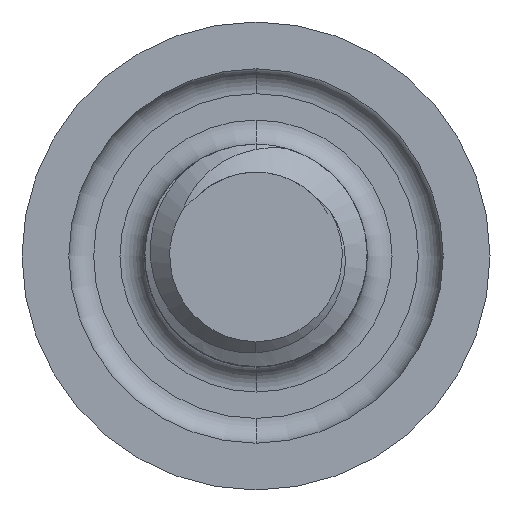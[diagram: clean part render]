
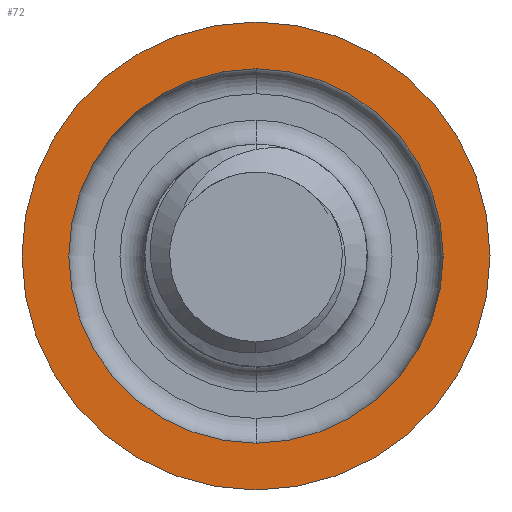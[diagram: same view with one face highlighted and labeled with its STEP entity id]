
A CAD part, top view. The second image highlights one B-rep face of the part: STEP entity #72.
In plain terms, the highlighted planar face has unit normal (0, 0, 1).
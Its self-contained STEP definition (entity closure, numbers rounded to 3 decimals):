
#72=ADVANCED_FACE('',(#166,#167),#168,.T.);
#166=FACE_OUTER_BOUND('',#302,.T.);
#167=FACE_BOUND('',#303,.T.);
#168=PLANE('',#304);
#302=EDGE_LOOP('',(#1856,#1857));
#303=EDGE_LOOP('',(#1858,#1859));
#304=AXIS2_PLACEMENT_3D('',#1860,#1861,#1862);
#1856=ORIENTED_EDGE('',*,*,#2277,.T.);
#1857=ORIENTED_EDGE('',*,*,#2273,.F.);
#1858=ORIENTED_EDGE('',*,*,#2278,.T.);
#1859=ORIENTED_EDGE('',*,*,#2279,.F.);
#1860=CARTESIAN_POINT('',(0.0,0.0,-5.969));
#1861=DIRECTION('',(0.0,0.0,1.0));
#1862=DIRECTION('',(1.0,0.0,0.0));
#2273=EDGE_CURVE('',#2522,#2524,#2525,.T.);
#2277=EDGE_CURVE('',#2522,#2524,#2529,.T.);
#2278=EDGE_CURVE('',#2530,#2531,#2532,.T.);
#2279=EDGE_CURVE('',#2530,#2531,#2533,.T.);
#2522=VERTEX_POINT('',#2982);
#2524=VERTEX_POINT('',#2985);
#2525=CIRCLE('',#2986,3.588);
#2529=CIRCLE('',#3001,3.588);
#2530=VERTEX_POINT('',#3002);
#2531=VERTEX_POINT('',#3003);
#2532=CIRCLE('',#3004,2.87);
#2533=CIRCLE('',#3005,2.87);
#2982=CARTESIAN_POINT('',(0.0,3.588,-5.969));
#2985=CARTESIAN_POINT('',(0.0,-3.588,-5.969));
#2986=AXIS2_PLACEMENT_3D('',#4415,#4416,#4417);
#3001=AXIS2_PLACEMENT_3D('',#4419,#4420,#4421);
#3002=CARTESIAN_POINT('',(0.0,2.87,-5.969));
#3003=CARTESIAN_POINT('',(0.0,-2.87,-5.969));
#3004=AXIS2_PLACEMENT_3D('',#4422,#4423,#4424);
#3005=AXIS2_PLACEMENT_3D('',#4425,#4426,#4427);
#4415=CARTESIAN_POINT('',(0.0,0.0,-5.969));
#4416=DIRECTION('',(0.0,0.0,-1.0));
#4417=DIRECTION('',(0.0,1.0,0.0));
#4419=CARTESIAN_POINT('',(0.0,0.0,-5.969));
#4420=DIRECTION('',(0.0,-0.0,1.0));
#4421=DIRECTION('',(0.0,1.0,0.0));
#4422=CARTESIAN_POINT('',(0.0,0.0,-5.969));
#4423=DIRECTION('',(0.0,0.0,-1.0));
#4424=DIRECTION('',(0.0,1.0,0.0));
#4425=CARTESIAN_POINT('',(0.0,0.0,-5.969));
#4426=DIRECTION('',(0.0,-0.0,1.0));
#4427=DIRECTION('',(0.0,1.0,0.0));
